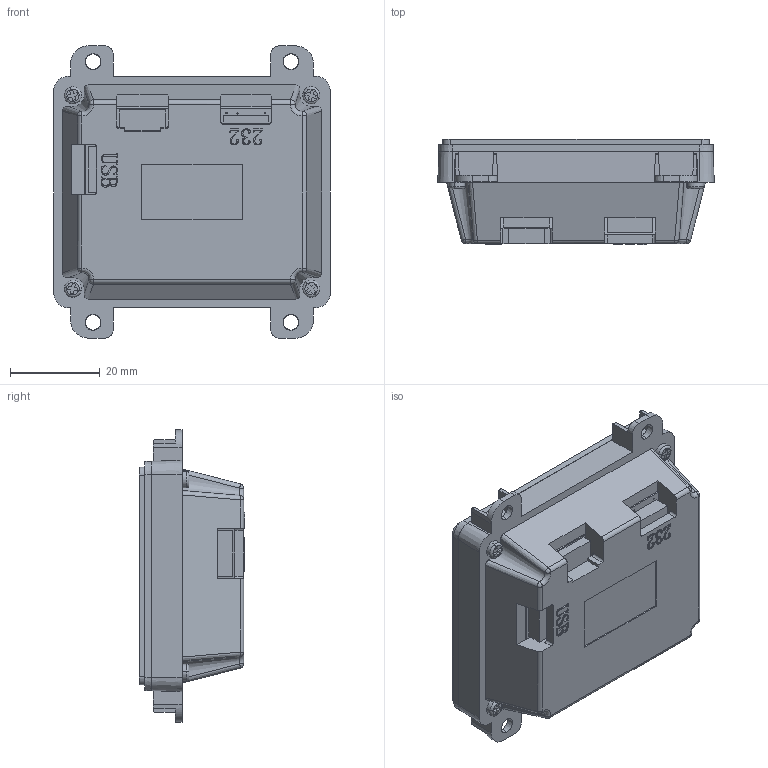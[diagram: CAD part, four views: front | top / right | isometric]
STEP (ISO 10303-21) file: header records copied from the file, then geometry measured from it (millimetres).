
FILE_DESCRIPTION (( 'STEP AP203' ), '1' );
FILE_NAME ('7130Plus-Íâ¹Û-3D-201109.STEP', '2020-11-09T03:53:32', ( '' ), ( '' ), 'SwSTEP 2.0', 'SolidWorks 2015', '' );
FILE_SCHEMA (( 'CONFIG_CONTROL_DESIGN' ));
Length unit declared in the file: millimetre
Products named in the file (1): 7130Plus-俋夤-3D-201109
Bounding box: 61.48 x 23.4 x 65 mm (x, y, z)
Surface area: 15462.8 mm2 (no closed solid volume)
Topology: 0 solids, 13 shells, 428 faces, 1711 edges, 1302 vertices
Faces by surface type: plane 217, bspline 106, cone 44, cylinder 43, torus 18
Entity records: 25539 total; most frequent: CARTESIAN_POINT 11590, ORIENTED_EDGE 2776, DIRECTION 2539, EDGE_CURVE 1711, VERTEX_POINT 1302, AXIS2_PLACEMENT_3D 871, VECTOR 797, LINE 797
